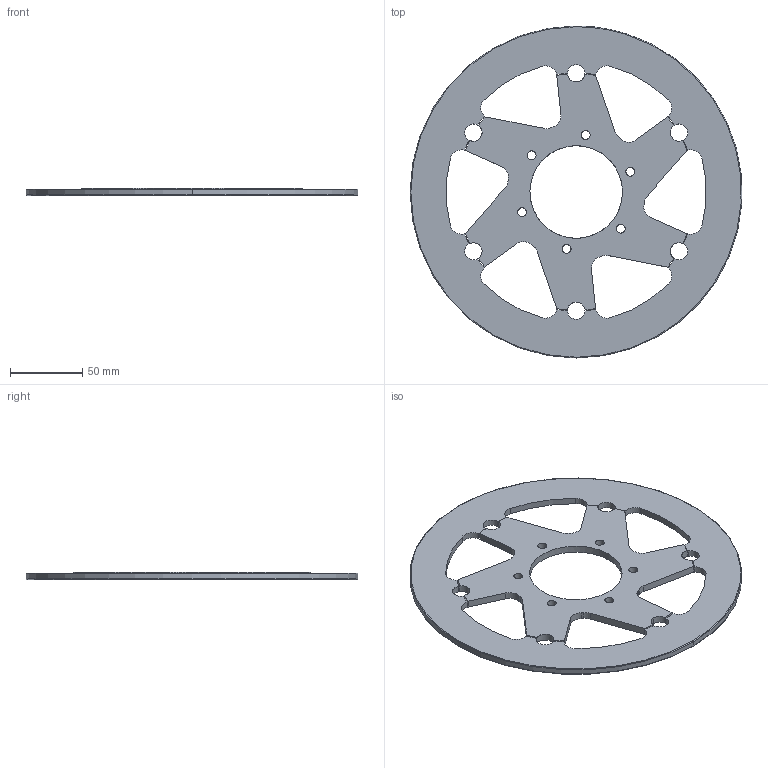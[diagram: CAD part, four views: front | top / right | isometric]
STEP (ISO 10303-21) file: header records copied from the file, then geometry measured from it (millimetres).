
FILE_DESCRIPTION(('CATIA V5 STEP Exchange'),'2;1');
FILE_NAME('Y7F + 230.stp','2013-09-12T09:29:41+00:00',('none'),('none'),'CATIA Version 5 Release 20 SP 7 (IN-10)','CATIA V5 STEP AP203','none');
FILE_SCHEMA(('CONFIG_CONTROL_DESIGN'));
Length unit declared in the file: millimetre
Products named in the file (1): Y7F + 230
Assembly tree (2 placements, depth 2):
  Y7F + 230
    #58
    #5098
Bounding box: 229.76 x 230 x 5 mm (x, y, z)
Volume: 128035.4 mm3; surface area: 65664.5 mm2
Topology: 2 solids, 2 shells, 115 faces, 484 edges, 373 vertices
Faces by surface type: cylinder 93, plane 16, torus 6
Entity records: 6490 total; most frequent: CARTESIAN_POINT 2849, ORIENTED_EDGE 968, EDGE_CURVE 484, DIRECTION 440, VERTEX_POINT 373, B_SPLINE_CURVE_WITH_KNOTS 262, AXIS2_PLACEMENT_3D 202, EDGE_LOOP 131
